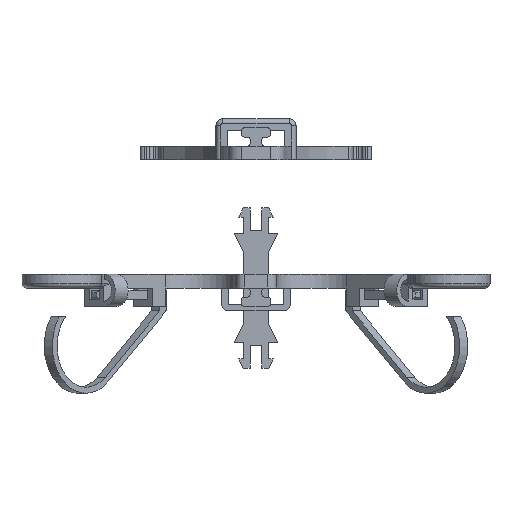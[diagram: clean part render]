
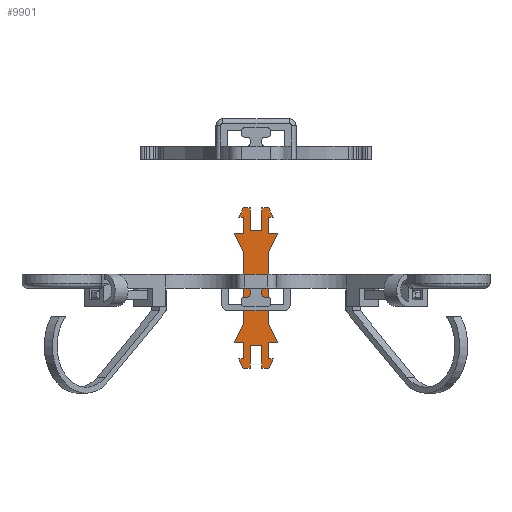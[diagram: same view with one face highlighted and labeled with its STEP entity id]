
A CAD part, front view. The second image highlights one B-rep face of the part: STEP entity #9901.
In plain terms, the highlighted planar face has unit normal (0, -1, 0).
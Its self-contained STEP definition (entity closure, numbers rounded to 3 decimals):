
#1078=FACE_OUTER_BOUND('',#1589,.T.);
#1589=EDGE_LOOP('',(#7629,#7630,#7631,#7632,#7633,#7634,#7635,#7636,#7637,
#7638,#7639,#7640,#7641,#7642,#7643,#7644,#7645,#7646,#7647,#7648,#7649,
#7650,#7651,#7652,#7653,#7654,#7655,#7656,#7657,#7658,#7659,#7660));
#2299=LINE('',#15263,#3292);
#2302=LINE('',#15268,#3295);
#2304=LINE('',#15272,#3297);
#2306=LINE('',#15276,#3299);
#2308=LINE('',#15280,#3301);
#2310=LINE('',#15285,#3303);
#2313=LINE('',#15291,#3306);
#2316=LINE('',#15296,#3309);
#2318=LINE('',#15300,#3311);
#2320=LINE('',#15304,#3313);
#2322=LINE('',#15308,#3315);
#2324=LINE('',#15312,#3317);
#2326=LINE('',#15314,#3319);
#2327=LINE('',#15317,#3320);
#2329=LINE('',#15320,#3322);
#2350=LINE('',#15369,#3343);
#2353=LINE('',#15374,#3346);
#2355=LINE('',#15378,#3348);
#2357=LINE('',#15382,#3350);
#2359=LINE('',#15386,#3352);
#2361=LINE('',#15391,#3354);
#2364=LINE('',#15395,#3357);
#2365=LINE('',#15399,#3358);
#2368=LINE('',#15404,#3361);
#2370=LINE('',#15408,#3363);
#2372=LINE('',#15412,#3365);
#2374=LINE('',#15416,#3367);
#2376=LINE('',#15420,#3369);
#2377=LINE('',#15421,#3370);
#2379=LINE('',#15425,#3372);
#2381=LINE('',#15428,#3374);
#2382=LINE('',#15430,#3375);
#3292=VECTOR('',#12290,10.);
#3295=VECTOR('',#12295,10.);
#3297=VECTOR('',#12299,10.);
#3299=VECTOR('',#12303,10.);
#3301=VECTOR('',#12307,10.);
#3303=VECTOR('',#12311,10.);
#3306=VECTOR('',#12316,10.);
#3309=VECTOR('',#12321,10.);
#3311=VECTOR('',#12325,10.);
#3313=VECTOR('',#12329,10.);
#3315=VECTOR('',#12333,10.);
#3317=VECTOR('',#12337,10.);
#3319=VECTOR('',#12339,10.);
#3320=VECTOR('',#12342,10.);
#3322=VECTOR('',#12346,10.);
#3343=VECTOR('',#12383,10.);
#3346=VECTOR('',#12388,10.);
#3348=VECTOR('',#12392,10.);
#3350=VECTOR('',#12396,10.);
#3352=VECTOR('',#12400,10.);
#3354=VECTOR('',#12404,10.);
#3357=VECTOR('',#12409,10.);
#3358=VECTOR('',#12412,10.);
#3361=VECTOR('',#12417,10.);
#3363=VECTOR('',#12421,10.);
#3365=VECTOR('',#12425,10.);
#3367=VECTOR('',#12429,10.);
#3369=VECTOR('',#12433,10.);
#3370=VECTOR('',#12434,10.);
#3372=VECTOR('',#12438,10.);
#3374=VECTOR('',#12442,10.);
#3375=VECTOR('',#12445,10.);
#4278=VERTEX_POINT('',#15261);
#4279=VERTEX_POINT('',#15262);
#4280=VERTEX_POINT('',#15267);
#4281=VERTEX_POINT('',#15271);
#4282=VERTEX_POINT('',#15275);
#4283=VERTEX_POINT('',#15279);
#4284=VERTEX_POINT('',#15283);
#4285=VERTEX_POINT('',#15284);
#4286=VERTEX_POINT('',#15289);
#4287=VERTEX_POINT('',#15290);
#4288=VERTEX_POINT('',#15295);
#4289=VERTEX_POINT('',#15299);
#4290=VERTEX_POINT('',#15303);
#4291=VERTEX_POINT('',#15307);
#4292=VERTEX_POINT('',#15311);
#4293=VERTEX_POINT('',#15316);
#4312=VERTEX_POINT('',#15367);
#4313=VERTEX_POINT('',#15368);
#4314=VERTEX_POINT('',#15373);
#4315=VERTEX_POINT('',#15377);
#4316=VERTEX_POINT('',#15381);
#4317=VERTEX_POINT('',#15385);
#4318=VERTEX_POINT('',#15389);
#4319=VERTEX_POINT('',#15390);
#4320=VERTEX_POINT('',#15397);
#4321=VERTEX_POINT('',#15398);
#4322=VERTEX_POINT('',#15403);
#4323=VERTEX_POINT('',#15407);
#4324=VERTEX_POINT('',#15411);
#4325=VERTEX_POINT('',#15415);
#4326=VERTEX_POINT('',#15419);
#4327=VERTEX_POINT('',#15424);
#5443=EDGE_CURVE('',#4278,#4279,#2299,.T.);
#5446=EDGE_CURVE('',#4279,#4280,#2302,.T.);
#5448=EDGE_CURVE('',#4280,#4281,#2304,.T.);
#5450=EDGE_CURVE('',#4281,#4282,#2306,.T.);
#5452=EDGE_CURVE('',#4283,#4282,#2308,.T.);
#5454=EDGE_CURVE('',#4284,#4285,#2310,.T.);
#5457=EDGE_CURVE('',#4286,#4287,#2313,.T.);
#5460=EDGE_CURVE('',#4287,#4288,#2316,.T.);
#5462=EDGE_CURVE('',#4288,#4289,#2318,.T.);
#5464=EDGE_CURVE('',#4289,#4290,#2320,.T.);
#5466=EDGE_CURVE('',#4291,#4290,#2322,.T.);
#5468=EDGE_CURVE('',#4291,#4292,#2324,.T.);
#5470=EDGE_CURVE('',#4283,#4284,#2326,.T.);
#5471=EDGE_CURVE('',#4292,#4293,#2327,.T.);
#5473=EDGE_CURVE('',#4286,#4278,#2329,.T.);
#5496=EDGE_CURVE('',#4312,#4313,#2350,.T.);
#5499=EDGE_CURVE('',#4313,#4314,#2353,.T.);
#5501=EDGE_CURVE('',#4314,#4315,#2355,.T.);
#5503=EDGE_CURVE('',#4315,#4316,#2357,.T.);
#5505=EDGE_CURVE('',#4317,#4316,#2359,.T.);
#5507=EDGE_CURVE('',#4318,#4319,#2361,.T.);
#5510=EDGE_CURVE('',#4285,#4319,#2364,.T.);
#5511=EDGE_CURVE('',#4320,#4321,#2365,.T.);
#5514=EDGE_CURVE('',#4321,#4322,#2368,.T.);
#5516=EDGE_CURVE('',#4322,#4323,#2370,.T.);
#5518=EDGE_CURVE('',#4323,#4324,#2372,.T.);
#5520=EDGE_CURVE('',#4325,#4324,#2374,.T.);
#5522=EDGE_CURVE('',#4325,#4326,#2376,.T.);
#5523=EDGE_CURVE('',#4317,#4318,#2377,.T.);
#5525=EDGE_CURVE('',#4326,#4327,#2379,.T.);
#5527=EDGE_CURVE('',#4327,#4293,#2381,.T.);
#5528=EDGE_CURVE('',#4320,#4312,#2382,.T.);
#7629=ORIENTED_EDGE('',*,*,#5528,.F.);
#7630=ORIENTED_EDGE('',*,*,#5511,.T.);
#7631=ORIENTED_EDGE('',*,*,#5514,.T.);
#7632=ORIENTED_EDGE('',*,*,#5516,.T.);
#7633=ORIENTED_EDGE('',*,*,#5518,.T.);
#7634=ORIENTED_EDGE('',*,*,#5520,.F.);
#7635=ORIENTED_EDGE('',*,*,#5522,.T.);
#7636=ORIENTED_EDGE('',*,*,#5525,.T.);
#7637=ORIENTED_EDGE('',*,*,#5527,.T.);
#7638=ORIENTED_EDGE('',*,*,#5471,.F.);
#7639=ORIENTED_EDGE('',*,*,#5468,.F.);
#7640=ORIENTED_EDGE('',*,*,#5466,.T.);
#7641=ORIENTED_EDGE('',*,*,#5464,.F.);
#7642=ORIENTED_EDGE('',*,*,#5462,.F.);
#7643=ORIENTED_EDGE('',*,*,#5460,.F.);
#7644=ORIENTED_EDGE('',*,*,#5457,.F.);
#7645=ORIENTED_EDGE('',*,*,#5473,.T.);
#7646=ORIENTED_EDGE('',*,*,#5443,.T.);
#7647=ORIENTED_EDGE('',*,*,#5446,.T.);
#7648=ORIENTED_EDGE('',*,*,#5448,.T.);
#7649=ORIENTED_EDGE('',*,*,#5450,.T.);
#7650=ORIENTED_EDGE('',*,*,#5452,.F.);
#7651=ORIENTED_EDGE('',*,*,#5470,.T.);
#7652=ORIENTED_EDGE('',*,*,#5454,.T.);
#7653=ORIENTED_EDGE('',*,*,#5510,.T.);
#7654=ORIENTED_EDGE('',*,*,#5507,.F.);
#7655=ORIENTED_EDGE('',*,*,#5523,.F.);
#7656=ORIENTED_EDGE('',*,*,#5505,.T.);
#7657=ORIENTED_EDGE('',*,*,#5503,.F.);
#7658=ORIENTED_EDGE('',*,*,#5501,.F.);
#7659=ORIENTED_EDGE('',*,*,#5499,.F.);
#7660=ORIENTED_EDGE('',*,*,#5496,.F.);
#9538=PLANE('',#10624);
#9901=ADVANCED_FACE('',(#1078),#9538,.F.);
#10624=AXIS2_PLACEMENT_3D('',#15431,#12446,#12447);
#12290=DIRECTION('',(0.,0.,-1.));
#12295=DIRECTION('',(1.,0.,0.));
#12299=DIRECTION('',(0.447,0.,0.894));
#12303=DIRECTION('',(-1.,0.,0.));
#12307=DIRECTION('',(0.,0.,-1.));
#12311=DIRECTION('',(-0.447,0.,0.894));
#12316=DIRECTION('',(0.,0.,-1.));
#12321=DIRECTION('',(-1.,0.,0.));
#12325=DIRECTION('',(-0.447,0.,0.894));
#12329=DIRECTION('',(1.,0.,0.));
#12333=DIRECTION('',(0.,0.,-1.));
#12337=DIRECTION('',(-1.,0.,0.));
#12339=DIRECTION('',(1.,0.,0.));
#12342=DIRECTION('',(0.447,0.,0.894));
#12346=DIRECTION('',(1.,0.,0.));
#12383=DIRECTION('',(0.,0.,1.));
#12388=DIRECTION('',(1.,0.,0.));
#12392=DIRECTION('',(0.447,0.,-0.894));
#12396=DIRECTION('',(-1.,0.,0.));
#12400=DIRECTION('',(0.,0.,1.));
#12404=DIRECTION('',(-0.447,0.,-0.894));
#12409=DIRECTION('',(0.,0.,1.));
#12412=DIRECTION('',(0.,0.,1.));
#12417=DIRECTION('',(-1.,0.,0.));
#12421=DIRECTION('',(-0.447,0.,-0.894));
#12425=DIRECTION('',(1.,0.,0.));
#12429=DIRECTION('',(0.,0.,1.));
#12433=DIRECTION('',(-1.,0.,0.));
#12434=DIRECTION('',(1.,0.,0.));
#12438=DIRECTION('',(0.447,0.,-0.894));
#12442=DIRECTION('',(0.,0.,-1.));
#12445=DIRECTION('',(1.,0.,0.));
#12446=DIRECTION('center_axis',(0.,1.,0.));
#12447=DIRECTION('ref_axis',(1.,0.,0.));
#15261=CARTESIAN_POINT('',(1.25,0.,-12.5));
#15262=CARTESIAN_POINT('',(1.25,0.,-17.5));
#15263=CARTESIAN_POINT('',(1.25,0.,-12.5));
#15267=CARTESIAN_POINT('',(2.75,0.,-17.5));
#15268=CARTESIAN_POINT('',(1.25,0.,-17.5));
#15271=CARTESIAN_POINT('',(3.75,0.,-15.5));
#15272=CARTESIAN_POINT('',(2.75,0.,-17.5));
#15275=CARTESIAN_POINT('',(2.75,0.,-15.5));
#15276=CARTESIAN_POINT('',(3.75,0.,-15.5));
#15279=CARTESIAN_POINT('',(2.75,0.,-12.));
#15280=CARTESIAN_POINT('',(2.75,0.,0.));
#15283=CARTESIAN_POINT('',(4.75,0.,-12.));
#15284=CARTESIAN_POINT('',(2.75,0.,-8.));
#15285=CARTESIAN_POINT('',(4.75,0.,-12.));
#15289=CARTESIAN_POINT('',(-1.25,0.,-12.5));
#15290=CARTESIAN_POINT('',(-1.25,0.,-17.5));
#15291=CARTESIAN_POINT('',(-1.25,0.,-12.5));
#15295=CARTESIAN_POINT('',(-2.75,0.,-17.5));
#15296=CARTESIAN_POINT('',(-1.25,0.,-17.5));
#15299=CARTESIAN_POINT('',(-3.75,0.,-15.5));
#15300=CARTESIAN_POINT('',(-2.75,0.,-17.5));
#15303=CARTESIAN_POINT('',(-2.75,0.,-15.5));
#15304=CARTESIAN_POINT('',(-3.75,0.,-15.5));
#15307=CARTESIAN_POINT('',(-2.75,0.,-12.));
#15308=CARTESIAN_POINT('',(-2.75,0.,0.));
#15311=CARTESIAN_POINT('',(-4.75,0.,-12.));
#15312=CARTESIAN_POINT('',(-2.75,0.,-12.));
#15314=CARTESIAN_POINT('',(2.75,0.,-12.));
#15316=CARTESIAN_POINT('',(-2.75,0.,-8.));
#15317=CARTESIAN_POINT('',(-4.75,0.,-12.));
#15320=CARTESIAN_POINT('',(-2.75,0.,-12.5));
#15367=CARTESIAN_POINT('',(1.25,0.,12.5));
#15368=CARTESIAN_POINT('',(1.25,0.,17.5));
#15369=CARTESIAN_POINT('',(1.25,0.,12.5));
#15373=CARTESIAN_POINT('',(2.75,0.,17.5));
#15374=CARTESIAN_POINT('',(1.25,0.,17.5));
#15377=CARTESIAN_POINT('',(3.75,0.,15.5));
#15378=CARTESIAN_POINT('',(2.75,0.,17.5));
#15381=CARTESIAN_POINT('',(2.75,0.,15.5));
#15382=CARTESIAN_POINT('',(3.75,0.,15.5));
#15385=CARTESIAN_POINT('',(2.75,0.,12.));
#15386=CARTESIAN_POINT('',(2.75,0.,0.));
#15389=CARTESIAN_POINT('',(4.75,0.,12.));
#15390=CARTESIAN_POINT('',(2.75,0.,8.));
#15391=CARTESIAN_POINT('',(4.75,0.,12.));
#15395=CARTESIAN_POINT('',(2.75,0.,0.));
#15397=CARTESIAN_POINT('',(-1.25,0.,12.5));
#15398=CARTESIAN_POINT('',(-1.25,0.,17.5));
#15399=CARTESIAN_POINT('',(-1.25,0.,12.5));
#15403=CARTESIAN_POINT('',(-2.75,0.,17.5));
#15404=CARTESIAN_POINT('',(-1.25,0.,17.5));
#15407=CARTESIAN_POINT('',(-3.75,0.,15.5));
#15408=CARTESIAN_POINT('',(-2.75,0.,17.5));
#15411=CARTESIAN_POINT('',(-2.75,0.,15.5));
#15412=CARTESIAN_POINT('',(-3.75,0.,15.5));
#15415=CARTESIAN_POINT('',(-2.75,0.,12.));
#15416=CARTESIAN_POINT('',(-2.75,0.,0.));
#15419=CARTESIAN_POINT('',(-4.75,0.,12.));
#15420=CARTESIAN_POINT('',(-2.75,0.,12.));
#15421=CARTESIAN_POINT('',(2.75,0.,12.));
#15424=CARTESIAN_POINT('',(-2.75,0.,8.));
#15425=CARTESIAN_POINT('',(-4.75,0.,12.));
#15428=CARTESIAN_POINT('',(-2.75,0.,0.));
#15430=CARTESIAN_POINT('',(-2.75,0.,12.5));
#15431=CARTESIAN_POINT('Origin',(-2.375,0.,8.75));
